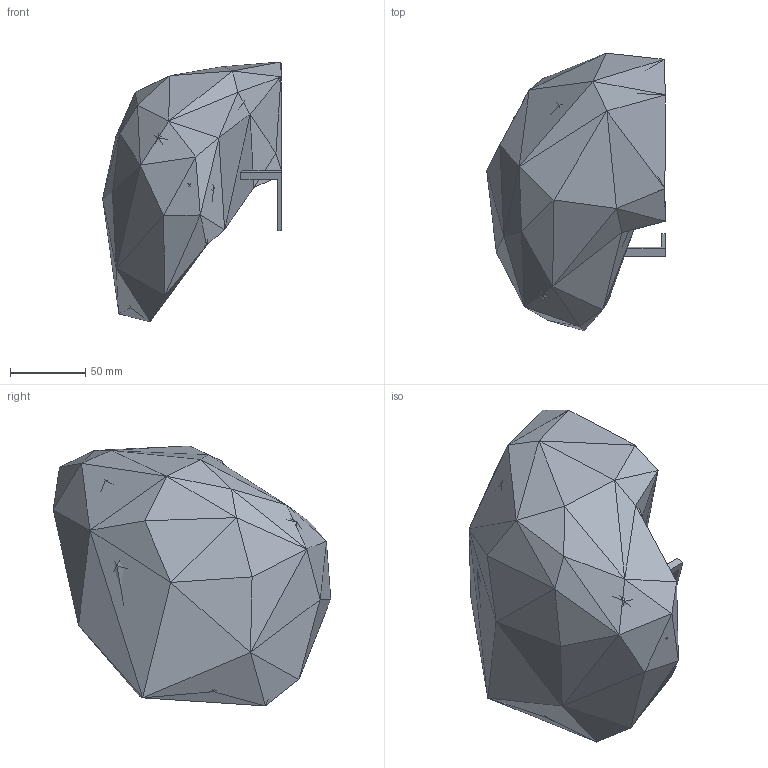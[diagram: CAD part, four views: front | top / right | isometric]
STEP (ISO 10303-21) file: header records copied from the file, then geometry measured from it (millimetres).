
FILE_DESCRIPTION(/* description */ (''),/* implementation_level */ '2;1');
FILE_NAME(/* name */ 'LeftAbdLowPoly.step',/* time_stamp */ '2024-04-24T16:15:35-04:00',/* author */ (''),/* organization */ (''),/* preprocessor_version */ 'ST-DEVELOPER v20',/* originating_system */ 'Autodesk Translation Framework v12.20.1.177',/* authorisation */ '');
FILE_SCHEMA (('AUTOMOTIVE_DESIGN { 1 0 10303 214 3 1 1 }'));
Length unit declared in the file: millimetre
Products named in the file (1): LeftAbdLowPoly
Bounding box: 118.94 x 184.77 x 173.06 mm (x, y, z)
Volume: 212771.6 mm3; surface area: 99140.2 mm2
Topology: 1 solids, 1 shells, 121 faces, 196 edges, 78 vertices
Faces by surface type: plane 121
Entity records: 2539 total; most frequent: DIRECTION 440, CARTESIAN_POINT 396, ORIENTED_EDGE 392, LINE 196, VECTOR 196, EDGE_CURVE 196, EDGE_LOOP 122, AXIS2_PLACEMENT_3D 122
